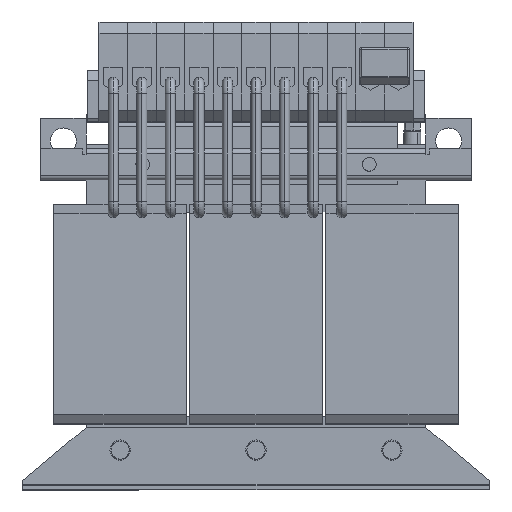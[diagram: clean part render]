
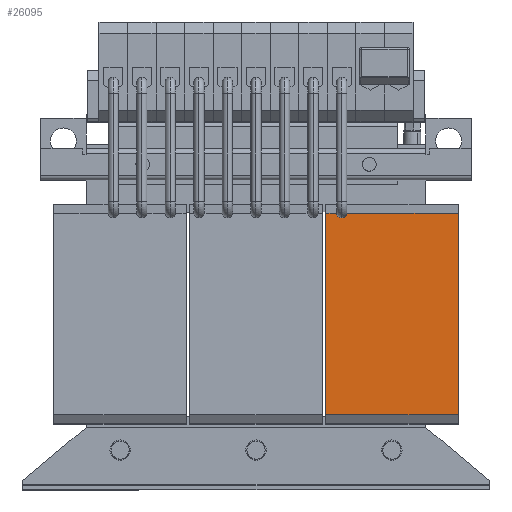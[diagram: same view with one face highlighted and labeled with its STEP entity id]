
A CAD part, top view. The second image highlights one B-rep face of the part: STEP entity #26095.
In plain terms, the highlighted planar face has unit normal (0, 0, 1).
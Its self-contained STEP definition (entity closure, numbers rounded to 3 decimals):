
#96 = ORIENTED_EDGE ( 'NONE', *, *, #8486, .T. ) ;
#509 = ORIENTED_EDGE ( 'NONE', *, *, #27174, .T. ) ;
#1315 = DIRECTION ( 'NONE',  ( 0., 0., -1. ) ) ;
#1471 = DIRECTION ( 'NONE',  ( 0., 0., 1. ) ) ;
#1572 = EDGE_CURVE ( 'Defeature ausgef�hrt2_108+Defeature ausgef�hrt2_99+Defeature ausgef�hrt2_86+Defeature ausgef�hrt2_100', #14156, #20636, #4092, .T. ) ;
#1607 = AXIS2_PLACEMENT_3D ( 'NONE', #33005, #1315, #21490 ) ;
#1624 = ORIENTED_EDGE ( 'NONE', *, *, #5495, .F. ) ;
#3701 = LINE ( 'NONE', #8858, #14536 ) ;
#4092 = LINE ( 'NONE', #11930, #23939 ) ;
#4495 = VECTOR ( 'NONE', #25120, 1000. ) ;
#5495 = EDGE_CURVE ( 'Defeature ausgef�hrt2_110+Defeature ausgef�hrt2_99+Defeature ausgef�hrt2_85+Defeature ausgef�hrt2_86', #32754, #37268, #31265, .T. ) ;
#5605 = CARTESIAN_POINT ( 'NONE',  ( 61.5, -89., 66. ) ) ;
#7537 = DIRECTION ( 'NONE',  ( -1., 0., 0. ) ) ;
#8457 = CIRCLE ( 'NONE', #19571, 4.5 ) ;
#8486 = EDGE_CURVE ( 'Defeature ausgef�hrt2_99+Defeature ausgef�hrt2_109+Defeature ausgef�hrt2_85+Defeature ausgef�hrt2_100', #24104, #13236, #3701, .T. ) ;
#8858 = CARTESIAN_POINT ( 'NONE',  ( 61.5, 0., 66. ) ) ;
#10021 = EDGE_CURVE ( 'Defeature ausgef�hrt2_100+Defeature ausgef�hrt2_99+Defeature ausgef�hrt2_108+Defeature ausgef�hrt2_109', #20636, #13236, #23426, .T. ) ;
#10223 = CARTESIAN_POINT ( 'NONE',  ( 178.5, -89., 66. ) ) ;
#10280 = VERTEX_POINT ( 'NONE', #32175 ) ;
#10577 = LINE ( 'NONE', #14634, #35392 ) ;
#11930 = CARTESIAN_POINT ( 'NONE',  ( 178.5, 0., 66. ) ) ;
#13236 = VERTEX_POINT ( 'NONE', #5605 ) ;
#13281 = CARTESIAN_POINT ( 'NONE',  ( 61.5, 89., 66. ) ) ;
#13374 = CARTESIAN_POINT ( 'NONE',  ( 178.5, 89., 66. ) ) ;
#13985 = FACE_OUTER_BOUND ( 'NONE', #33983, .T. ) ;
#14156 = VERTEX_POINT ( 'NONE', #13374 ) ;
#14306 = ORIENTED_EDGE ( 'NONE', *, *, #10021, .F. ) ;
#14536 = VECTOR ( 'NONE', #19795, 1000. ) ;
#14592 = EDGE_CURVE ( 'Defeature ausgef�hrt2_110+Defeature ausgef�hrt2_99+Defeature ausgef�hrt2_85+Defeature ausgef�hrt2_86', #10280, #32754, #8457, .T. ) ;
#14634 = CARTESIAN_POINT ( 'NONE',  ( 178.5, 89., 66. ) ) ;
#16541 = LINE ( 'NONE', #21140, #36452 ) ;
#17509 = DIRECTION ( 'NONE',  ( -1., 0., 0. ) ) ;
#19571 = AXIS2_PLACEMENT_3D ( 'NONE', #24892, #1471, #7537 ) ;
#19795 = DIRECTION ( 'NONE',  ( 0., -1., 0. ) ) ;
#20023 = DIRECTION ( 'NONE',  ( 0., 0., 1. ) ) ;
#20636 = VERTEX_POINT ( 'NONE', #30250 ) ;
#20750 = AXIS2_PLACEMENT_3D ( 'NONE', #31546, #20023, #25366 ) ;
#21140 = CARTESIAN_POINT ( 'NONE',  ( 178.5, 89., 66. ) ) ;
#21490 = DIRECTION ( 'NONE',  ( -1., 0., 0. ) ) ;
#23426 = LINE ( 'NONE', #10223, #4495 ) ;
#23939 = VECTOR ( 'NONE', #34997, 1000. ) ;
#24032 = DIRECTION ( 'NONE',  ( -1., 0., 0. ) ) ;
#24104 = VERTEX_POINT ( 'NONE', #13281 ) ;
#24892 = CARTESIAN_POINT ( 'NONE',  ( 75.6, 89.604, 66. ) ) ;
#25120 = DIRECTION ( 'NONE',  ( -1., 0., 0. ) ) ;
#25366 = DIRECTION ( 'NONE',  ( -1., 0., 0. ) ) ;
#25411 = ORIENTED_EDGE ( 'NONE', *, *, #35761, .T. ) ;
#26095 = ADVANCED_FACE ( 'Defeature ausgef�hrt2_99', ( #13985 ), #30050, .F. ) ;
#27174 = EDGE_CURVE ( 'Defeature ausgef�hrt2_99+Defeature ausgef�hrt2_86+Defeature ausgef�hrt2_108+Defeature ausgef�hrt2_110', #14156, #37268, #16541, .T. ) ;
#28505 = ORIENTED_EDGE ( 'NONE', *, *, #1572, .F. ) ;
#28555 = CARTESIAN_POINT ( 'NONE',  ( 80.059, 89., 66. ) ) ;
#30050 = PLANE ( 'NONE',  #1607 ) ;
#30084 = CARTESIAN_POINT ( 'NONE',  ( 75.6, 85.104, 66. ) ) ;
#30250 = CARTESIAN_POINT ( 'NONE',  ( 178.5, -89., 66. ) ) ;
#31265 = CIRCLE ( 'NONE', #20750, 4.5 ) ;
#31546 = CARTESIAN_POINT ( 'NONE',  ( 75.6, 89.604, 66. ) ) ;
#32175 = CARTESIAN_POINT ( 'NONE',  ( 71.141, 89., 66. ) ) ;
#32754 = VERTEX_POINT ( 'NONE', #30084 ) ;
#33005 = CARTESIAN_POINT ( 'NONE',  ( 178.5, 0., 66. ) ) ;
#33768 = ORIENTED_EDGE ( 'NONE', *, *, #14592, .F. ) ;
#33983 = EDGE_LOOP ( 'NONE', ( #33768, #25411, #96, #14306, #28505, #509, #1624 ) ) ;
#34997 = DIRECTION ( 'NONE',  ( 0., -1., 0. ) ) ;
#35392 = VECTOR ( 'NONE', #17509, 1000. ) ;
#35761 = EDGE_CURVE ( 'Defeature ausgef�hrt2_99+Defeature ausgef�hrt2_85+Defeature ausgef�hrt2_110+Defeature ausgef�hrt2_109', #10280, #24104, #10577, .T. ) ;
#36452 = VECTOR ( 'NONE', #24032, 1000. ) ;
#37268 = VERTEX_POINT ( 'NONE', #28555 ) ;
